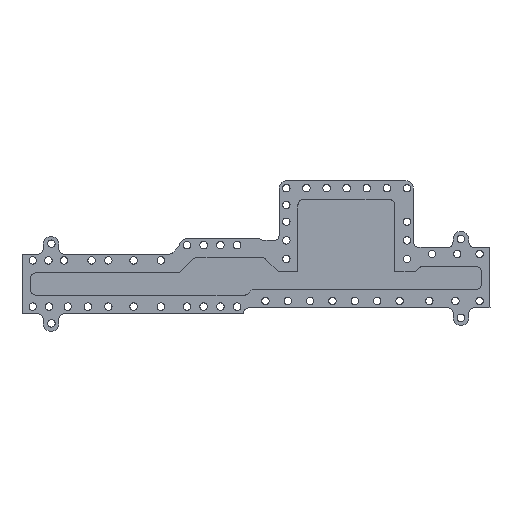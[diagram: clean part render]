
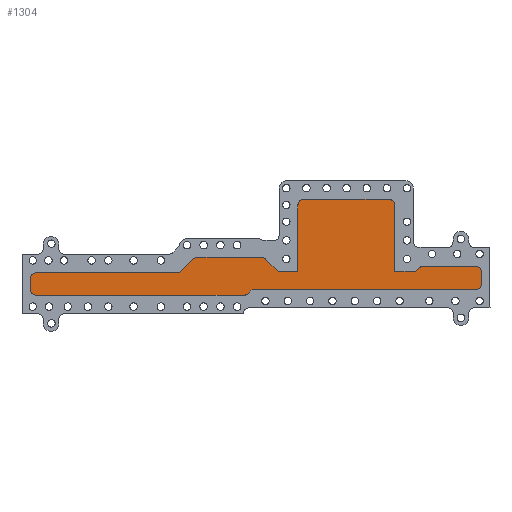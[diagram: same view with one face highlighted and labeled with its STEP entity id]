
A CAD part, top view. The second image highlights one B-rep face of the part: STEP entity #1304.
In plain terms, the highlighted planar face has unit normal (0, 0, 1).
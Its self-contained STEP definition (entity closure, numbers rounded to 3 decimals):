
#1304=ADVANCED_FACE('',(#2614),#2616,.T.);
#2614=FACE_BOUND('',#2615,.T.);
#2615=EDGE_LOOP('',(#3295,#3296,#3297,#3298,#3299,#3300,#3301,#3302,#3303,#3304,
#3305,#3306,#3307,#3308,#3309,#3310,#3311,#3312,#3313,#3314,#3315,#3316,#3317,#3318,
#3319,#3320));
#2616=PLANE('',#2617);
#2617=AXIS2_PLACEMENT_3D('',#2618,#2619,#2620);
#2618=CARTESIAN_POINT('',(0.,0.,1.));
#2619=DIRECTION('',(0.,0.,1.));
#2620=DIRECTION('',(1.,0.,0.));
#3295=ORIENTED_EDGE('',*,*,#3620,.F.);
#3296=ORIENTED_EDGE('',*,*,#3669,.T.);
#3297=ORIENTED_EDGE('',*,*,#3668,.F.);
#3298=ORIENTED_EDGE('',*,*,#3666,.T.);
#3299=ORIENTED_EDGE('',*,*,#3664,.F.);
#3300=ORIENTED_EDGE('',*,*,#3662,.T.);
#3301=ORIENTED_EDGE('',*,*,#3659,.T.);
#3302=ORIENTED_EDGE('',*,*,#3657,.T.);
#3303=ORIENTED_EDGE('',*,*,#3656,.F.);
#3304=ORIENTED_EDGE('',*,*,#3654,.T.);
#3305=ORIENTED_EDGE('',*,*,#3652,.F.);
#3306=ORIENTED_EDGE('',*,*,#3650,.T.);
#3307=ORIENTED_EDGE('',*,*,#3647,.T.);
#3308=ORIENTED_EDGE('',*,*,#3645,.T.);
#3309=ORIENTED_EDGE('',*,*,#3644,.F.);
#3310=ORIENTED_EDGE('',*,*,#3642,.T.);
#3311=ORIENTED_EDGE('',*,*,#3640,.F.);
#3312=ORIENTED_EDGE('',*,*,#3638,.T.);
#3313=ORIENTED_EDGE('',*,*,#3635,.T.);
#3314=ORIENTED_EDGE('',*,*,#3634,.F.);
#3315=ORIENTED_EDGE('',*,*,#3632,.T.);
#3316=ORIENTED_EDGE('',*,*,#3630,.F.);
#3317=ORIENTED_EDGE('',*,*,#3628,.T.);
#3318=ORIENTED_EDGE('',*,*,#3626,.F.);
#3319=ORIENTED_EDGE('',*,*,#3624,.T.);
#3320=ORIENTED_EDGE('',*,*,#3621,.T.);
#3620=EDGE_CURVE('',#4213,#4211,#4215,.F.);
#3621=EDGE_CURVE('',#4216,#4211,#4217,.T.);
#3624=EDGE_CURVE('',#4219,#4216,#4221,.T.);
#3626=EDGE_CURVE('',#4219,#4222,#4224,.F.);
#3628=EDGE_CURVE('',#4225,#4222,#4227,.T.);
#3630=EDGE_CURVE('',#4225,#4228,#4230,.F.);
#3632=EDGE_CURVE('',#4231,#4228,#4233,.T.);
#3634=EDGE_CURVE('',#4231,#4234,#4236,.F.);
#3635=EDGE_CURVE('',#4237,#4234,#4238,.T.);
#3638=EDGE_CURVE('',#4240,#4237,#4242,.T.);
#3640=EDGE_CURVE('',#4240,#4243,#4245,.F.);
#3642=EDGE_CURVE('',#4246,#4243,#4248,.T.);
#3644=EDGE_CURVE('',#4246,#4249,#4251,.F.);
#3645=EDGE_CURVE('',#4252,#4249,#4253,.T.);
#3647=EDGE_CURVE('',#4255,#4252,#4256,.T.);
#3650=EDGE_CURVE('',#4258,#4255,#4260,.T.);
#3652=EDGE_CURVE('',#4258,#4261,#4263,.F.);
#3654=EDGE_CURVE('',#4264,#4261,#4266,.T.);
#3656=EDGE_CURVE('',#4264,#4267,#4269,.F.);
#3657=EDGE_CURVE('',#4270,#4267,#4271,.T.);
#3659=EDGE_CURVE('',#4273,#4270,#4274,.T.);
#3662=EDGE_CURVE('',#4276,#4273,#4278,.T.);
#3664=EDGE_CURVE('',#4276,#4279,#4281,.F.);
#3666=EDGE_CURVE('',#4282,#4279,#4284,.T.);
#3668=EDGE_CURVE('',#4282,#4285,#4287,.F.);
#3669=EDGE_CURVE('',#4213,#4285,#4288,.T.);
#4211=VERTEX_POINT('',#5594);
#4213=VERTEX_POINT('',#5598);
#4215=CIRCLE('',#5602,1.5);
#4216=VERTEX_POINT('',#5606);
#4217=LINE('',#5607,#5608);
#4219=VERTEX_POINT('',#5613);
#4221=LINE('',#5617,#5618);
#4222=VERTEX_POINT('',#5620);
#4224=CIRCLE('',#5624,1.5);
#4225=VERTEX_POINT('',#5628);
#4227=LINE('',#5632,#5633);
#4228=VERTEX_POINT('',#5635);
#4230=CIRCLE('',#5639,1.5);
#4231=VERTEX_POINT('',#5643);
#4233=LINE('',#5647,#5648);
#4234=VERTEX_POINT('',#5650);
#4236=CIRCLE('',#5654,1.5);
#4237=VERTEX_POINT('',#5658);
#4238=LINE('',#5659,#5660);
#4240=VERTEX_POINT('',#5665);
#4242=LINE('',#5669,#5670);
#4243=VERTEX_POINT('',#5672);
#4245=CIRCLE('',#5676,1.5);
#4246=VERTEX_POINT('',#5680);
#4248=LINE('',#5684,#5685);
#4249=VERTEX_POINT('',#5687);
#4251=CIRCLE('',#5691,1.5);
#4252=VERTEX_POINT('',#5695);
#4253=LINE('',#5696,#5697);
#4255=VERTEX_POINT('',#5702);
#4256=LINE('',#5703,#5704);
#4258=VERTEX_POINT('',#5709);
#4260=LINE('',#5713,#5714);
#4261=VERTEX_POINT('',#5716);
#4263=CIRCLE('',#5720,1.5);
#4264=VERTEX_POINT('',#5724);
#4266=LINE('',#5728,#5729);
#4267=VERTEX_POINT('',#5731);
#4269=CIRCLE('',#5735,1.5);
#4270=VERTEX_POINT('',#5739);
#4271=LINE('',#5740,#5741);
#4273=VERTEX_POINT('',#5746);
#4274=LINE('',#5747,#5748);
#4276=VERTEX_POINT('',#5753);
#4278=LINE('',#5757,#5758);
#4279=VERTEX_POINT('',#5760);
#4281=CIRCLE('',#5764,1.5);
#4282=VERTEX_POINT('',#5768);
#4284=LINE('',#5772,#5773);
#4285=VERTEX_POINT('',#5775);
#4287=CIRCLE('',#5779,1.5);
#4288=LINE('',#5783,#5784);
#5594=CARTESIAN_POINT('',(59.04,-11.54,1.));
#5598=CARTESIAN_POINT('',(60.54,-10.04,1.));
#5602=AXIS2_PLACEMENT_3D('',#5603,#5604,#5605);
#5603=CARTESIAN_POINT('',(59.04,-10.04,1.));
#5604=DIRECTION('',(0.,0.,1.));
#5605=DIRECTION('',(0.,-1.,0.));
#5606=CARTESIAN_POINT('',(-1.056,-11.54,1.));
#5607=CARTESIAN_POINT('',(-1.056,-11.54,1.));
#5608=VECTOR('',#5609,1.);
#5609=DIRECTION('',(1.,0.,0.));
#5613=CARTESIAN_POINT('',(-2.127,-12.611,1.));
#5617=CARTESIAN_POINT('',(-2.127,-12.611,1.));
#5618=VECTOR('',#5619,1.);
#5619=DIRECTION('',(0.707,0.707,0.));
#5620=CARTESIAN_POINT('',(-3.188,-13.05,1.));
#5624=AXIS2_PLACEMENT_3D('',#5625,#5626,#5627);
#5625=CARTESIAN_POINT('',(-3.188,-11.55,1.));
#5626=DIRECTION('',(0.,0.,1.));
#5627=DIRECTION('',(0.,-1.,0.));
#5628=CARTESIAN_POINT('',(-59.04,-13.05,1.));
#5632=CARTESIAN_POINT('',(-59.04,-13.05,1.));
#5633=VECTOR('',#5634,1.);
#5634=DIRECTION('',(1.,0.,0.));
#5635=CARTESIAN_POINT('',(-60.54,-11.55,1.));
#5639=AXIS2_PLACEMENT_3D('',#5640,#5641,#5642);
#5640=CARTESIAN_POINT('',(-59.04,-11.55,1.));
#5641=DIRECTION('',(0.,0.,1.));
#5642=DIRECTION('',(-1.,0.,0.));
#5643=CARTESIAN_POINT('',(-60.54,-8.55,1.));
#5647=CARTESIAN_POINT('',(-60.54,-8.55,1.));
#5648=VECTOR('',#5649,1.);
#5649=DIRECTION('',(0.,-1.,0.));
#5650=CARTESIAN_POINT('',(-59.04,-7.05,1.));
#5654=AXIS2_PLACEMENT_3D('',#5655,#5656,#5657);
#5655=CARTESIAN_POINT('',(-59.04,-8.55,1.));
#5656=DIRECTION('',(0.,0.,1.));
#5657=DIRECTION('',(0.,1.,0.));
#5658=CARTESIAN_POINT('',(-20.605,-7.05,1.));
#5659=CARTESIAN_POINT('',(-20.605,-7.05,1.));
#5660=VECTOR('',#5661,1.);
#5661=DIRECTION('',(-1.,0.,0.));
#5665=CARTESIAN_POINT('',(-16.944,-3.389,1.));
#5669=CARTESIAN_POINT('',(-16.944,-3.389,1.));
#5670=VECTOR('',#5671,1.);
#5671=DIRECTION('',(-0.707,-0.707,0.));
#5672=CARTESIAN_POINT('',(-15.884,-2.95,1.));
#5676=AXIS2_PLACEMENT_3D('',#5677,#5678,#5679);
#5677=CARTESIAN_POINT('',(-15.884,-4.45,1.));
#5678=DIRECTION('',(0.,0.,1.));
#5679=DIRECTION('',(0.,1.,0.));
#5680=CARTESIAN_POINT('',(1.571,-2.95,1.));
#5684=CARTESIAN_POINT('',(1.571,-2.95,1.));
#5685=VECTOR('',#5686,1.);
#5686=DIRECTION('',(-1.,0.,0.));
#5687=CARTESIAN_POINT('',(2.632,-3.389,1.));
#5691=AXIS2_PLACEMENT_3D('',#5692,#5693,#5694);
#5692=CARTESIAN_POINT('',(1.571,-4.45,1.));
#5693=DIRECTION('',(0.,0.,1.));
#5694=DIRECTION('',(0.707,0.707,0.));
#5695=CARTESIAN_POINT('',(5.953,-6.71,1.));
#5696=CARTESIAN_POINT('',(5.953,-6.71,1.));
#5697=VECTOR('',#5698,1.);
#5698=DIRECTION('',(-0.707,0.707,0.));
#5702=CARTESIAN_POINT('',(11.264,-6.71,1.));
#5703=CARTESIAN_POINT('',(11.264,-6.71,1.));
#5704=VECTOR('',#5705,1.);
#5705=DIRECTION('',(-1.,0.,0.));
#5709=CARTESIAN_POINT('',(11.264,11.15,1.));
#5713=CARTESIAN_POINT('',(11.264,11.15,1.));
#5714=VECTOR('',#5715,1.);
#5715=DIRECTION('',(0.,-1.,0.));
#5716=CARTESIAN_POINT('',(12.764,12.65,1.));
#5720=AXIS2_PLACEMENT_3D('',#5721,#5722,#5723);
#5721=CARTESIAN_POINT('',(12.764,11.15,1.));
#5722=DIRECTION('',(0.,0.,1.));
#5723=DIRECTION('',(0.,1.,0.));
#5724=CARTESIAN_POINT('',(35.764,12.65,1.));
#5728=CARTESIAN_POINT('',(35.764,12.65,1.));
#5729=VECTOR('',#5730,1.);
#5730=DIRECTION('',(-1.,0.,0.));
#5731=CARTESIAN_POINT('',(37.264,11.15,1.));
#5735=AXIS2_PLACEMENT_3D('',#5736,#5737,#5738);
#5736=CARTESIAN_POINT('',(35.764,11.15,1.));
#5737=DIRECTION('',(0.,0.,1.));
#5738=DIRECTION('',(1.,0.,0.));
#5739=CARTESIAN_POINT('',(37.264,-6.71,1.));
#5740=CARTESIAN_POINT('',(37.264,-6.71,1.));
#5741=VECTOR('',#5742,1.);
#5742=DIRECTION('',(0.,1.,0.));
#5746=CARTESIAN_POINT('',(42.764,-6.71,1.));
#5747=CARTESIAN_POINT('',(42.764,-6.71,1.));
#5748=VECTOR('',#5749,1.);
#5749=DIRECTION('',(-1.,0.,0.));
#5753=CARTESIAN_POINT('',(43.684,-5.789,1.));
#5757=CARTESIAN_POINT('',(43.684,-5.789,1.));
#5758=VECTOR('',#5759,1.);
#5759=DIRECTION('',(-0.707,-0.707,0.));
#5760=CARTESIAN_POINT('',(44.745,-5.35,1.));
#5764=AXIS2_PLACEMENT_3D('',#5765,#5766,#5767);
#5765=CARTESIAN_POINT('',(44.745,-6.85,1.));
#5766=DIRECTION('',(0.,0.,1.));
#5767=DIRECTION('',(0.,1.,0.));
#5768=CARTESIAN_POINT('',(59.04,-5.35,1.));
#5772=CARTESIAN_POINT('',(59.04,-5.35,1.));
#5773=VECTOR('',#5774,1.);
#5774=DIRECTION('',(-1.,0.,0.));
#5775=CARTESIAN_POINT('',(60.54,-6.85,1.));
#5779=AXIS2_PLACEMENT_3D('',#5780,#5781,#5782);
#5780=CARTESIAN_POINT('',(59.04,-6.85,1.));
#5781=DIRECTION('',(0.,0.,1.));
#5782=DIRECTION('',(1.,0.,0.));
#5783=CARTESIAN_POINT('',(60.54,-10.04,1.));
#5784=VECTOR('',#5785,1.);
#5785=DIRECTION('',(0.,1.,0.));
